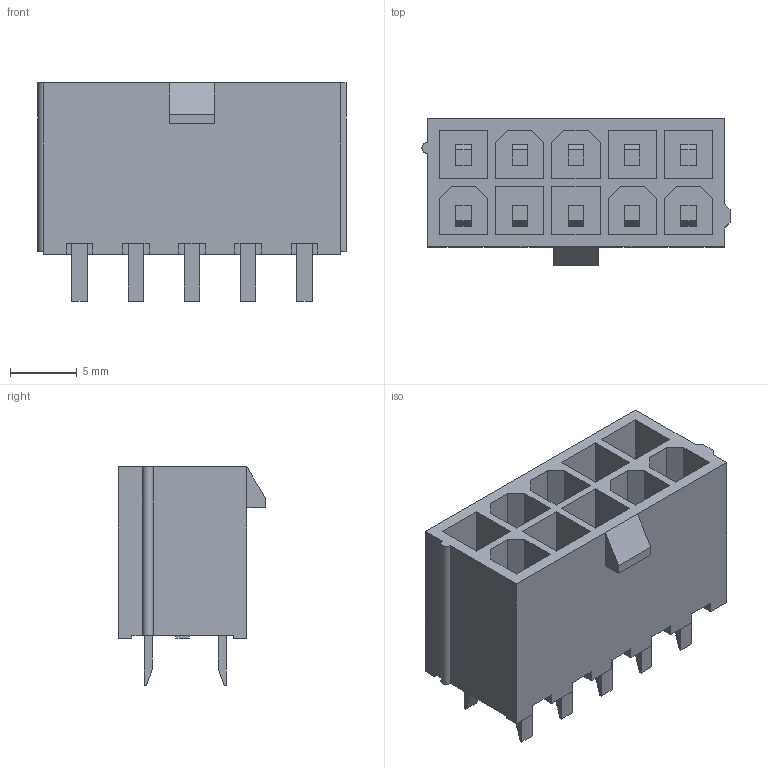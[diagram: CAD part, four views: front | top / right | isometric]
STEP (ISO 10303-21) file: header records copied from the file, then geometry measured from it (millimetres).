
FILE_DESCRIPTION((''),'2;1');
FILE_NAME('MOLEX_39-28-1103.stp','2015-08-19T18:56:44',(''),(''),'Mechanical Desktop 2011','Mechanical Desktop 2011',', , ');
FILE_SCHEMA(('AUTOMOTIVE_DESIGN { 1 2 10303 214 1 1 1 1 }'));
Length unit declared in the file: millimetre
Products named in the file (1): Product
Bounding box: 23 x 11 x 16.3 mm (x, y, z)
Volume: 1606.4 mm3; surface area: 3033.2 mm2
Topology: 21 solids, 21 shells, 305 faces, 757 edges, 504 vertices
Faces by surface type: plane 304, cylinder 1
Entity records: 8889 total; most frequent: CARTESIAN_POINT 1567, ORIENTED_EDGE 1514, DIRECTION 1371, EDGE_CURVE 757, VECTOR 755, LINE 755, VERTEX_POINT 504, EDGE_LOOP 315
